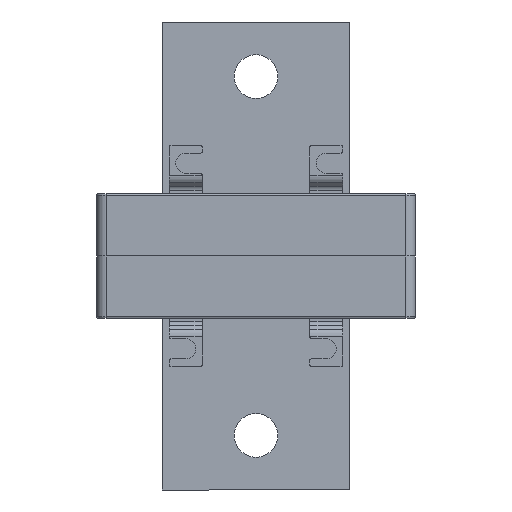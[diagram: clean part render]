
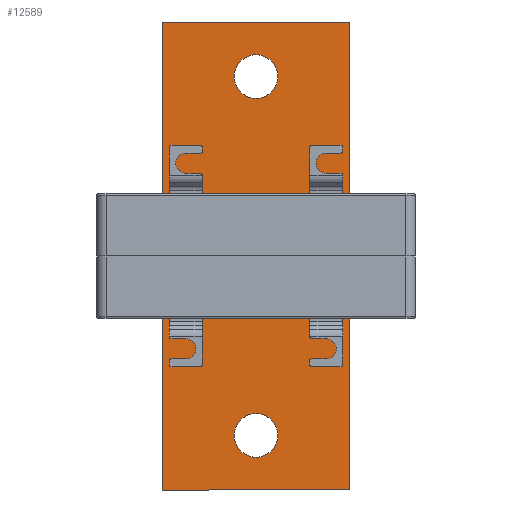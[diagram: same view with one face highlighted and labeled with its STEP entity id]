
A CAD part, front view. The second image highlights one B-rep face of the part: STEP entity #12589.
In plain terms, the highlighted face is planar.
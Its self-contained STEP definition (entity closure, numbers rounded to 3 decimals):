
#219 = VERTEX_POINT ( 'NONE', #13763 ) ;
#405 = CARTESIAN_POINT ( 'NONE',  ( -57.5, 20., 0. ) ) ;
#520 = CARTESIAN_POINT ( 'NONE',  ( -75., 20., -30. ) ) ;
#1297 = CARTESIAN_POINT ( 'NONE',  ( 57.5, 20., 7. ) ) ;
#1414 = CARTESIAN_POINT ( 'NONE',  ( -75., 20., -30. ) ) ;
#1807 = CIRCLE ( 'NONE', #5921, 7. ) ;
#2799 = EDGE_LOOP ( 'NONE', ( #20763, #29403 ) ) ;
#2804 = ORIENTED_EDGE ( 'NONE', *, *, #8803, .T. ) ;
#3147 = DIRECTION ( 'NONE',  ( 0., 0., -1. ) ) ;
#3428 = VECTOR ( 'NONE', #30955, 1000. ) ;
#3531 = VERTEX_POINT ( 'NONE', #22440 ) ;
#3998 = CIRCLE ( 'NONE', #16977, 7. ) ;
#4005 = EDGE_CURVE ( 'NONE', #22820, #6404, #17435, .T. ) ;
#4062 = AXIS2_PLACEMENT_3D ( 'NONE', #13007, #13124, #32161 ) ;
#4651 = AXIS2_PLACEMENT_3D ( 'NONE', #30922, #14595, #33642 ) ;
#5921 = AXIS2_PLACEMENT_3D ( 'NONE', #11386, #30446, #14092 ) ;
#6404 = VERTEX_POINT ( 'NONE', #8161 ) ;
#7045 = VERTEX_POINT ( 'NONE', #13112 ) ;
#8161 = CARTESIAN_POINT ( 'NONE',  ( -75., 20., 30. ) ) ;
#8762 = DIRECTION ( 'NONE',  ( -1., 0., 0. ) ) ;
#8803 = EDGE_CURVE ( 'NONE', #33266, #21222, #19286, .T. ) ;
#8897 = VECTOR ( 'NONE', #34260, 1000. ) ;
#9877 = FACE_BOUND ( 'NONE', #2799, .T. ) ;
#10263 = VECTOR ( 'NONE', #17672, 1000. ) ;
#11386 = CARTESIAN_POINT ( 'NONE',  ( -57.5, 20., 0. ) ) ;
#11567 = FACE_OUTER_BOUND ( 'NONE', #26123, .T. ) ;
#11717 = ORIENTED_EDGE ( 'NONE', *, *, #13970, .T. ) ;
#12589 = ADVANCED_FACE ( 'NONE', ( #9877, #24359, #11567 ), #29441, .T. ) ;
#13007 = CARTESIAN_POINT ( 'NONE',  ( 0., 20., 0. ) ) ;
#13112 = CARTESIAN_POINT ( 'NONE',  ( 75., 20., 30. ) ) ;
#13124 = DIRECTION ( 'NONE',  ( 0., 1., 0. ) ) ;
#13568 = CARTESIAN_POINT ( 'NONE',  ( 57.5, 20., 0. ) ) ;
#13763 = CARTESIAN_POINT ( 'NONE',  ( 57.5, 20., -7. ) ) ;
#13970 = EDGE_CURVE ( 'NONE', #3531, #22820, #33176, .T. ) ;
#14092 = DIRECTION ( 'NONE',  ( 0., 0., -1. ) ) ;
#14595 = DIRECTION ( 'NONE',  ( 0., -1., 0. ) ) ;
#15849 = ORIENTED_EDGE ( 'NONE', *, *, #33645, .T. ) ;
#16319 = DIRECTION ( 'NONE',  ( 0., 0., 1. ) ) ;
#16977 = AXIS2_PLACEMENT_3D ( 'NONE', #13568, #32626, #16319 ) ;
#17247 = CARTESIAN_POINT ( 'NONE',  ( -75., 20., 30. ) ) ;
#17435 = LINE ( 'NONE', #1414, #10263 ) ;
#17672 = DIRECTION ( 'NONE',  ( 0., 0., 1. ) ) ;
#18583 = ORIENTED_EDGE ( 'NONE', *, *, #31935, .T. ) ;
#18644 = EDGE_CURVE ( 'NONE', #29329, #219, #24485, .T. ) ;
#18696 = VECTOR ( 'NONE', #8762, 1000. ) ;
#19286 = CIRCLE ( 'NONE', #29944, 7. ) ;
#19414 = DIRECTION ( 'NONE',  ( 0., -1., 0. ) ) ;
#20763 = ORIENTED_EDGE ( 'NONE', *, *, #23264, .T. ) ;
#21222 = VERTEX_POINT ( 'NONE', #22401 ) ;
#22146 = ORIENTED_EDGE ( 'NONE', *, *, #35280, .T. ) ;
#22401 = CARTESIAN_POINT ( 'NONE',  ( -57.5, 20., -7. ) ) ;
#22440 = CARTESIAN_POINT ( 'NONE',  ( 75., 20., -30. ) ) ;
#22820 = VERTEX_POINT ( 'NONE', #520 ) ;
#23264 = EDGE_CURVE ( 'NONE', #219, #29329, #3998, .T. ) ;
#23427 = CARTESIAN_POINT ( 'NONE',  ( 75., 20., -30. ) ) ;
#24260 = LINE ( 'NONE', #23427, #8897 ) ;
#24359 = FACE_BOUND ( 'NONE', #34058, .T. ) ;
#24485 = CIRCLE ( 'NONE', #4651, 7. ) ;
#25150 = LINE ( 'NONE', #17247, #3428 ) ;
#26123 = EDGE_LOOP ( 'NONE', ( #15849, #11717, #28520, #22146 ) ) ;
#28520 = ORIENTED_EDGE ( 'NONE', *, *, #4005, .T. ) ;
#29329 = VERTEX_POINT ( 'NONE', #1297 ) ;
#29403 = ORIENTED_EDGE ( 'NONE', *, *, #18644, .T. ) ;
#29441 = PLANE ( 'NONE',  #4062 ) ;
#29944 = AXIS2_PLACEMENT_3D ( 'NONE', #405, #19414, #3147 ) ;
#30415 = CARTESIAN_POINT ( 'NONE',  ( -75., 20., -30. ) ) ;
#30446 = DIRECTION ( 'NONE',  ( 0., -1., 0. ) ) ;
#30922 = CARTESIAN_POINT ( 'NONE',  ( 57.5, 20., 0. ) ) ;
#30955 = DIRECTION ( 'NONE',  ( 1., 0., 0. ) ) ;
#31935 = EDGE_CURVE ( 'NONE', #21222, #33266, #1807, .T. ) ;
#32161 = DIRECTION ( 'NONE',  ( 0., 0., 1. ) ) ;
#32626 = DIRECTION ( 'NONE',  ( 0., -1., 0. ) ) ;
#33176 = LINE ( 'NONE', #30415, #18696 ) ;
#33266 = VERTEX_POINT ( 'NONE', #34627 ) ;
#33642 = DIRECTION ( 'NONE',  ( 0., 0., 1. ) ) ;
#33645 = EDGE_CURVE ( 'NONE', #7045, #3531, #24260, .T. ) ;
#34058 = EDGE_LOOP ( 'NONE', ( #18583, #2804 ) ) ;
#34260 = DIRECTION ( 'NONE',  ( 0., 0., -1. ) ) ;
#34627 = CARTESIAN_POINT ( 'NONE',  ( -57.5, 20., 7. ) ) ;
#35280 = EDGE_CURVE ( 'NONE', #6404, #7045, #25150, .T. ) ;
